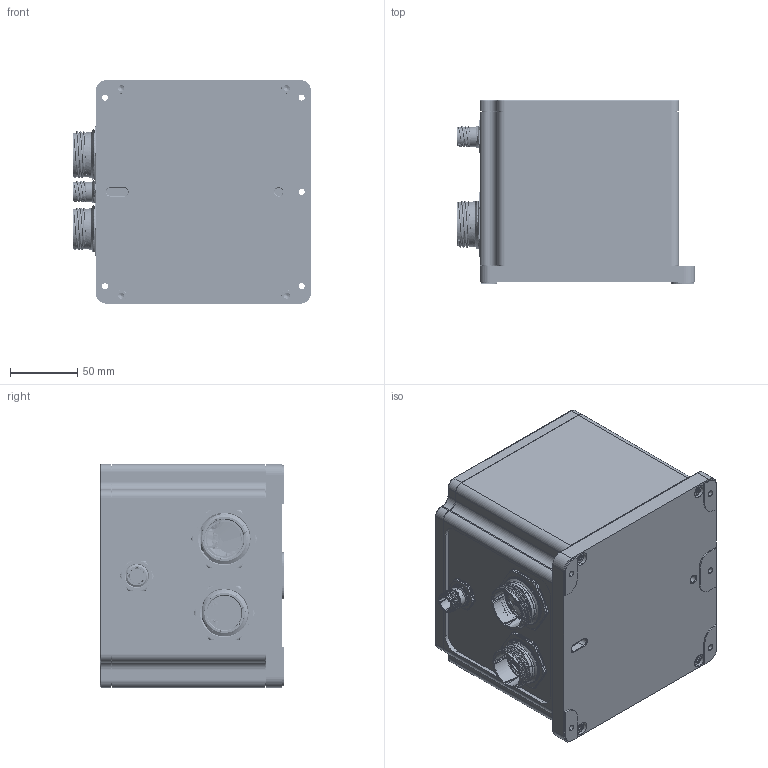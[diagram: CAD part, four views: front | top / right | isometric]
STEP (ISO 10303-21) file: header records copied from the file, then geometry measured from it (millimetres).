
FILE_DESCRIPTION (( 'STEP AP214' ), '1' );
FILE_NAME ('PAA01138-B_00.7_vide.STEP', '2019-11-26T09:13:37', ( '' ), ( '' ), 'SwSTEP 2.0', 'SolidWorks 2018', '' );
FILE_SCHEMA (( 'AUTOMOTIVE_DESIGN' ));
Length unit declared in the file: millimetre
Products named in the file (39): HJO00158-B.step; SCE01037-A.step; MDI08491-D_FLANCS PEINTS SABLE.step;  9774040951R.step; Vis CZX_VIS CZX M5X12-S_QVI00096.step; 9774015151R.step; SME01308-B.step; 36540ZN.step; TV07 ZN CI 21 41 PA F459 LFC.step; SMI04773-B.step; Vis H_MVH4-12-S_QVI01588.step; SME01307-B.step; MDI08525-A_SABLE OTAN.step; rondelles norm type Z_MVZU2.5_QRD00037.step; SME01306-B.step; SCE00997-B.step; 00131603-A.step; Vis CZX_VIS CZX M3X6-S_QVI00097.step; PAA01138-B_00.7_vide; rondelles norm type Z_MVZU3-S_SG_QRD00039.step; TV07 ZN CI 9 98 P F459 LFC.step; TV07 ZN CI 21 41 PA F459LFC CONNECTEUR ASSEMBLE.step; TV07 ZN CI 9 98 P F459 CONNECTEUR ASSEMBLE.step; 36540ZN ECROU.step; Vis CZX_VIS CZX M4X8-S_QVI00095.step; TV07 ZN CI 21 41 PA F459LFC ECROU.step; rondelles norm type Z_MVZU4-S_QRD00041.step; RET00211_ETIQUETTE SPECIFIQUE INSITU_RET00211.step; Entretoise lisse dint4.3 dext 8_ENTRETOISE LISSE _4.3-_e8-h2_QEH00013.step; Vis CZX_VIS CZX M2,5x10 A4_QVI01479.step; PAA01138-B_00.7.step; Vis CZX_VIS CZX M3X8-S_QVI00091.step; MDI08481-D_SABLE OTAN.step; Ecrou-nylstop_MVNYLSTOP4-S_QEC00123.step; TV07 ZN CI 9 98 P F459 ECROU.step; RET00140.step; QDI00152.step; 36540ZN CONNECTEUR ASSEMBLE.step; QPF00113.step
Assembly tree (105 placements, depth 7):
  PAA01138-B_00.7_vide
    PAA01138-B_00.7.step
      SME01308-B.step
        MDI08481-D_SABLE OTAN.step
      SMI04773-B.step
        SCE01037-A.step
          SCE00997-B.step
            TV07 ZN CI 9 98 P F459 LFC.step
              TV07 ZN CI 9 98 P F459 ECROU.step
              TV07 ZN CI 9 98 P F459 CONNECTEUR ASSEMBLE.step
            36540ZN.step
              36540ZN CONNECTEUR ASSEMBLE.step
              36540ZN ECROU.step
            TV07 ZN CI 21 41 PA F459 LFC.step
              TV07 ZN CI 21 41 PA F459LFC CONNECTEUR ASSEMBLE.step
              TV07 ZN CI 21 41 PA F459LFC ECROU.step
            Vis CZX_VIS CZX M3X8-S_QVI00091.step  x11
            9774015151R.step  x5
             9774040951R.step  x5
            rondelles norm type Z_MVZU3-S_SG_QRD00039.step  x11
        Vis CZX_VIS CZX M2,5x10 A4_QVI01479.step  x5
        rondelles norm type Z_MVZU2.5_QRD00037.step  x5
      SME01306-B.step
        MDI08491-D_FLANCS PEINTS SABLE.step
      SME01307-B.step
        MDI08525-A_SABLE OTAN.step
      00131603-A.step
        RET00211_ETIQUETTE SPECIFIQUE INSITU_RET00211.step
      Vis CZX_VIS CZX M5X12-S_QVI00096.step  x8
      HJO00158-B.step  x2
      rondelles norm type Z_MVZU4-S_QRD00041.step  x6
      Vis CZX_VIS CZX M4X8-S_QVI00095.step  x6
      Vis H_MVH4-12-S_QVI01588.step  x2
      Ecrou-nylstop_MVNYLSTOP4-S_QEC00123.step  x2
      QPF00113.step
      QDI00152.step  x3
      rondelles norm type Z_MVZU3-S_SG_QRD00039.step  x4
      Vis CZX_VIS CZX M3X6-S_QVI00097.step  x4
      RET00140.step  x2
      Entretoise lisse dint4.3 dext 8_ENTRETOISE LISSE _4.3-_e8-h2_QEH00013.step  x2
Bounding box: 176.8 x 136 x 166.2 mm (x, y, z)
Volume: 748089.6 mm3; surface area: 336513.9 mm2
Topology: 91 solids, 134 shells, 3642 faces, 10392 edges, 7087 vertices
Faces by surface type: cylinder 1583, plane 1200, cone 491, torus 204, bspline 164
Entity records: 116186 total; most frequent: CARTESIAN_POINT 66234, ORIENTED_EDGE 10988, DIRECTION 7646, EDGE_CURVE 6215, VERTEX_POINT 4483, B_SPLINE_CURVE_WITH_KNOTS 3440, AXIS2_PLACEMENT_3D 3077, EDGE_LOOP 2211
